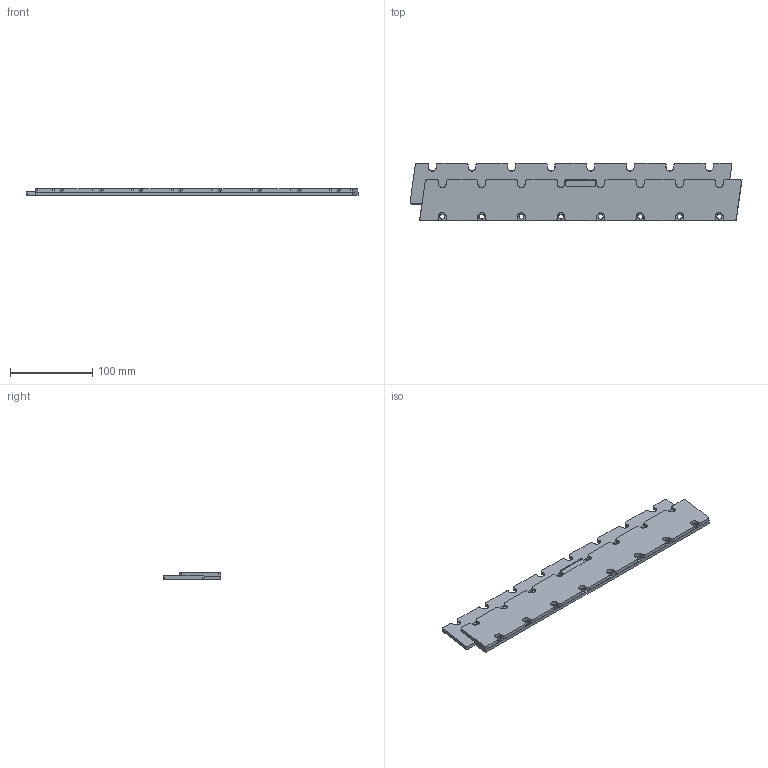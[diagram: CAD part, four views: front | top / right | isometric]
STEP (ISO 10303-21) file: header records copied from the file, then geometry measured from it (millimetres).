
FILE_DESCRIPTION( ( 'Unknown' ), '1' );
FILE_NAME( 'Magnetplate TM384 15052006.stp', 'Unknown', ( 'Unknown' ), ( 'Unknown' ), 'XStep 1.0', 'Unknown', ' ' );
FILE_SCHEMA( ( 'CONFIG_CONTROL_DESIGN' ) );
Length unit declared in the file: millimetre
Products named in the file (18): 4022 368 10073; Assem1; 4022 363 70433; Gravering 384mm; Giethars 384mm
Bounding box: 402.58 x 69.75 x 8.2 mm (x, y, z)
Surface area: 206561.3 mm2
Topology: 33 solids, 33 shells, 626 faces, 1674 edges, 1116 vertices
Faces by surface type: plane 410, cone 104, cylinder 74, extrusion 38
Full cylindrical faces by diameter (mm): 5 x6, 6 x48
Entity records: 10584 total; most frequent: CARTESIAN_POINT 2667, ORIENTED_EDGE 1548, DIRECTION 1297, EDGE_CURVE 774, VERTEX_POINT 528, AXIS2_PLACEMENT_3D 452, VECTOR 393, LINE 374
